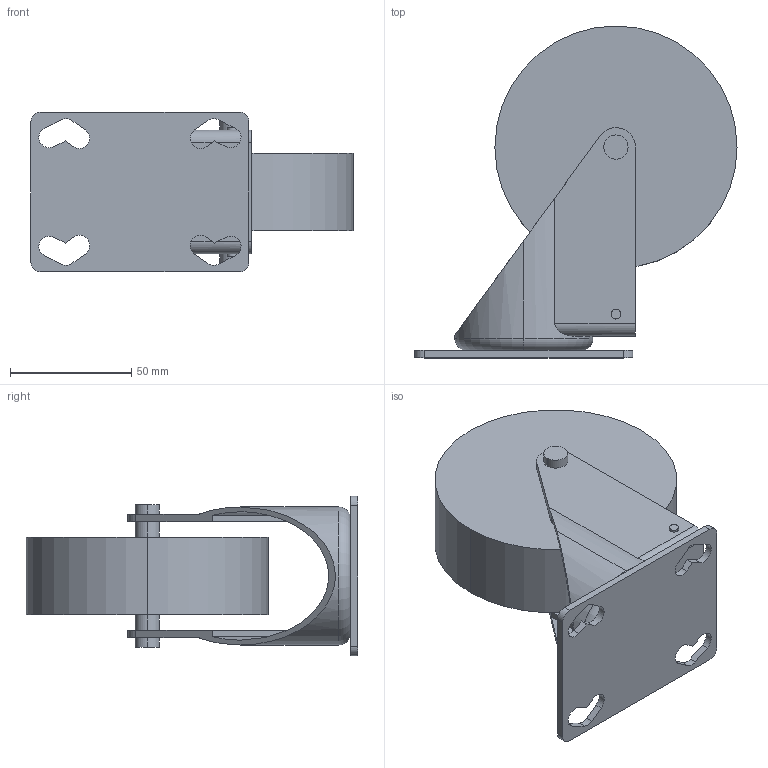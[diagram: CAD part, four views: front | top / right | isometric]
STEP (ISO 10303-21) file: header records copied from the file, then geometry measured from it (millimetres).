
FILE_DESCRIPTION (( 'STEP AP214' ), '1' );
FILE_NAME ('1.45.22100.STEP', '2024-10-10T19:45:09', ( '' ), ( '' ), 'SwSTEP 2.0', 'SolidWorks 2024', '' );
FILE_SCHEMA (( 'AUTOMOTIVE_DESIGN' ));
Length unit declared in the file: millimetre
Products named in the file (1): 1.45.22100
Bounding box: 133 x 136.99 x 66 mm (x, y, z)
Volume: 303644.9 mm3; surface area: 60217.4 mm2
Topology: 1 solids, 1 shells, 98 faces, 263 edges, 174 vertices
Faces by surface type: cylinder 53, plane 41, torus 4
Entity records: 3233 total; most frequent: CARTESIAN_POINT 656, DIRECTION 556, ORIENTED_EDGE 526, EDGE_CURVE 263, AXIS2_PLACEMENT_3D 208, VERTEX_POINT 174, VECTOR 140, LINE 140
